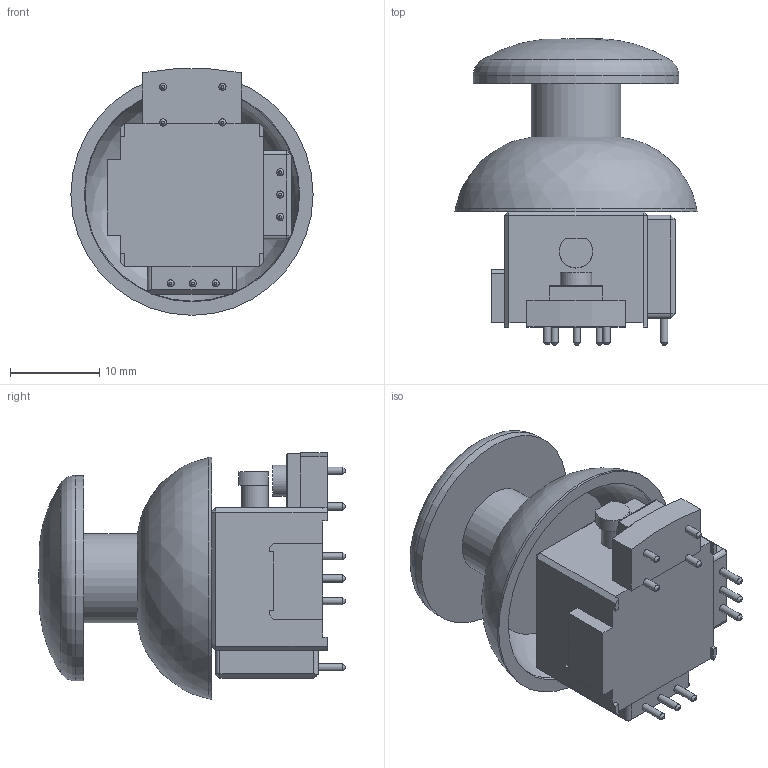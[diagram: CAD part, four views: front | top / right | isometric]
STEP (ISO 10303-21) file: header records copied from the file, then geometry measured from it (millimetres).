
FILE_DESCRIPTION(('FreeCAD Model'),'2;1');
FILE_NAME('Joystickcolor.step', '2014-10-31T16:02:52',('FreeCAD'),('FreeCAD'), 'Open CASCADE STEP processor 6.6','FreeCAD','Unknown');
FILE_SCHEMA(('AUTOMOTIVE_DESIGN_CC2 { 1 2 10303 214 -1 1 5 4 }'));
Length unit declared in the file: millimetre
Products named in the file (133): Face012; Face028; Face116; Face117; Face118; Face119; Face120; Face004; Face015; joystick; Face; Face001; Face013; Face010; Face011; Face009; Face008; Face002; Face007; Face006; Face005; Face070; Face071; Face072; Face073; Face074; Face075; Face076; Face077; Face078; Face079; Face080; Face081; Face087; Face088; Face089; Face090; Face091; Face092; Face104 ...
Bounding box: 27.11 x 34.26 x 27.6 mm (x, y, z)
Volume: 3451.7 mm3; surface area: 5041.4 mm2
Topology: 1 solids, 133 shells, 146 faces, 603 edges, 562 vertices
Faces by surface type: plane 96, cylinder 28, cone 18, bspline 3, torus 1
Full cylindrical faces by diameter (mm): 0.8 x10, 3 x2, 3.228 x1, 3.5 x1, 6 x1, 10 x1, 12 x1, 23 x1
Entity records: 13601 total; most frequent: CARTESIAN_POINT 2729, DIRECTION 1478, LINE 847, VECTOR 847, ORIENTED_EDGE 650, PCURVE 650, DEFINITIONAL_REPRESENTATION 650, EDGE_CURVE 597
